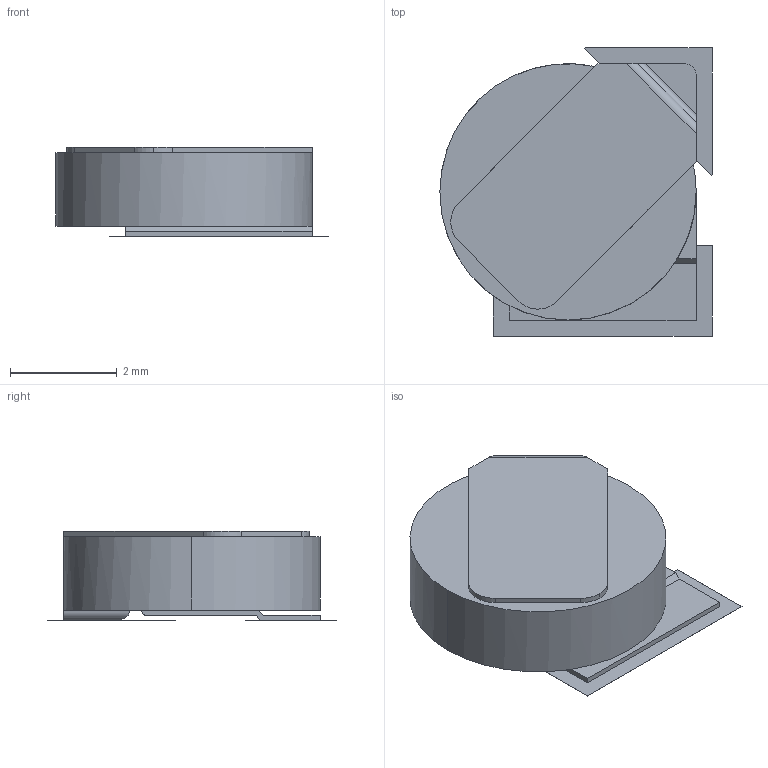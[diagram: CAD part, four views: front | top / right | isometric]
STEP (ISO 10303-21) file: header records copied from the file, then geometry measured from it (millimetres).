
FILE_DESCRIPTION (( 'STEP AP203' ), '1' );
FILE_NAME ('060-0002-000_1.step_Default_sldprt.STEP', '2020-11-13T20:09:40', ( '' ), ( '' ), 'SwSTEP 2.0', 'SolidWorks 2019', '' );
FILE_SCHEMA (( 'CONFIG_CONTROL_DESIGN' ));
Length unit declared in the file: inch
Products named in the file (1): 060-0002-000_1.step_Default_sldprt
Bounding box: 5.1 x 5.4 x 1.68 mm (x, y, z)
Volume: 27.6 mm3; surface area: 86.9 mm2
Topology: 1 solids, 1 shells, 44 faces, 118 edges, 78 vertices
Faces by surface type: plane 33, cylinder 11
Entity records: 1459 total; most frequent: CARTESIAN_POINT 284, ORIENTED_EDGE 236, DIRECTION 216, EDGE_CURVE 118, VECTOR 92, LINE 92, VERTEX_POINT 78, AXIS2_PLACEMENT_3D 62
